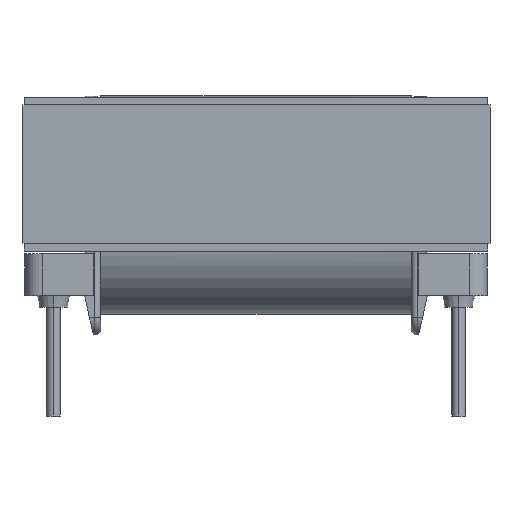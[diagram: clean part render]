
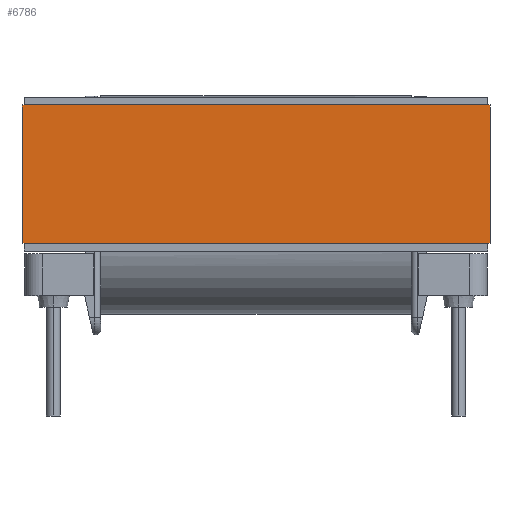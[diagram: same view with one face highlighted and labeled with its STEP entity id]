
A CAD part, front view. The second image highlights one B-rep face of the part: STEP entity #6786.
In plain terms, the highlighted face is planar.
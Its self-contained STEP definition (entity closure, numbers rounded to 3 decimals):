
#249=PLANE('',#7259);
#1787=ORIENTED_EDGE('',*,*,#2537,.F.);
#1788=ORIENTED_EDGE('',*,*,#2547,.F.);
#1789=ORIENTED_EDGE('',*,*,#2545,.T.);
#1790=ORIENTED_EDGE('',*,*,#2548,.T.);
#2537=EDGE_CURVE('',#2999,#3000,#3453,.T.);
#2545=EDGE_CURVE('',#3003,#3005,#3461,.T.);
#2547=EDGE_CURVE('',#3003,#2999,#3463,.T.);
#2548=EDGE_CURVE('',#3005,#3000,#3464,.T.);
#2999=VERTEX_POINT('',#10178);
#3000=VERTEX_POINT('',#10180);
#3003=VERTEX_POINT('',#10189);
#3005=VERTEX_POINT('',#10193);
#3453=LINE('',#10179,#3923);
#3461=LINE('',#10194,#3931);
#3463=LINE('',#10197,#3933);
#3464=LINE('',#10198,#3934);
#3923=VECTOR('',#8620,1000.);
#3931=VECTOR('',#8630,1000.);
#3933=VECTOR('',#8634,1000.);
#3934=VECTOR('',#8635,1000.);
#4228=EDGE_LOOP('',(#1787,#1788,#1789,#1790));
#4521=FACE_BOUND('',#4228,.T.);
#6786=ADVANCED_FACE('',(#4521),#249,.T.);
#7259=AXIS2_PLACEMENT_3D('',#10196,#8632,#8633);
#8620=DIRECTION('',(1.,0.,0.));
#8630=DIRECTION('',(1.,0.,0.));
#8632=DIRECTION('',(0.,0.,1.));
#8633=DIRECTION('',(0.,-1.,0.));
#8634=DIRECTION('',(0.,1.,0.));
#8635=DIRECTION('',(0.,1.,0.));
#10178=CARTESIAN_POINT('',(-3.652,23.662,5.016));
#10179=CARTESIAN_POINT('',(-3.652,23.662,5.016));
#10180=CARTESIAN_POINT('',(16.548,23.662,5.016));
#10189=CARTESIAN_POINT('',(-3.652,17.692,5.016));
#10193=CARTESIAN_POINT('',(16.548,17.692,5.016));
#10194=CARTESIAN_POINT('',(-3.652,17.692,5.016));
#10196=CARTESIAN_POINT('',(-3.652,17.692,5.016));
#10197=CARTESIAN_POINT('',(-3.652,17.692,5.016));
#10198=CARTESIAN_POINT('',(16.548,17.692,5.016));
